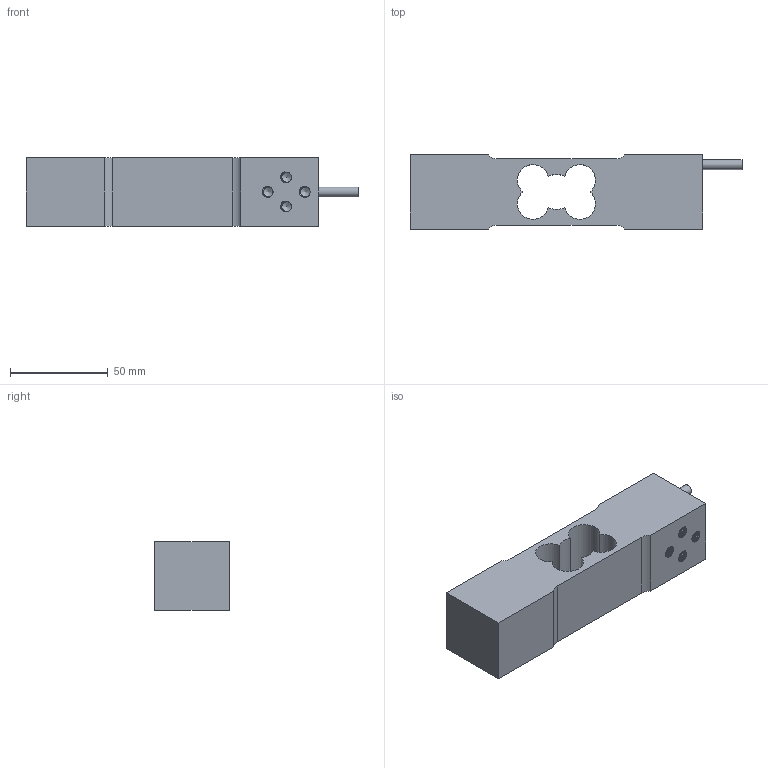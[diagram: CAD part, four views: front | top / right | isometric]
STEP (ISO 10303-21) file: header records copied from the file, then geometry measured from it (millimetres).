
FILE_DESCRIPTION(/* description */ (''),/* implementation_level */ '2;1');
FILE_NAME(/* name */ '108EA-(30-300)kg v4.step',/* time_stamp */ '2020-01-27T15:58:20-08:00',/* author */ (''),/* organization */ (''),/* preprocessor_version */ 'ST-DEVELOPER v18',/* originating_system */ 'Autodesk Translation Framework v8.12.0.6',/* authorisation */ '');
FILE_SCHEMA (('AUTOMOTIVE_DESIGN { 1 0 10303 214 3 1 1 }'));
Length unit declared in the file: millimetre
Products named in the file (1): 108EA-(30-300)kg
Bounding box: 170 x 38 x 35 mm (x, y, z)
Volume: 156802.2 mm3; surface area: 31441.4 mm2
Topology: 1 solids, 1 shells, 382 faces, 977 edges, 598 vertices
Faces by surface type: cylinder 339, plane 19, bspline 16, cone 8
Full cylindrical faces by diameter (mm): 5 x1, 5.035 x152, 6.147 x144
Entity records: 26920 total; most frequent: CARTESIAN_POINT 18838, ORIENTED_EDGE 1938, DIRECTION 1229, EDGE_CURVE 969, VERTEX_POINT 598, B_SPLINE_CURVE_WITH_KNOTS 544, AXIS2_PLACEMENT_3D 437, EDGE_LOOP 393
